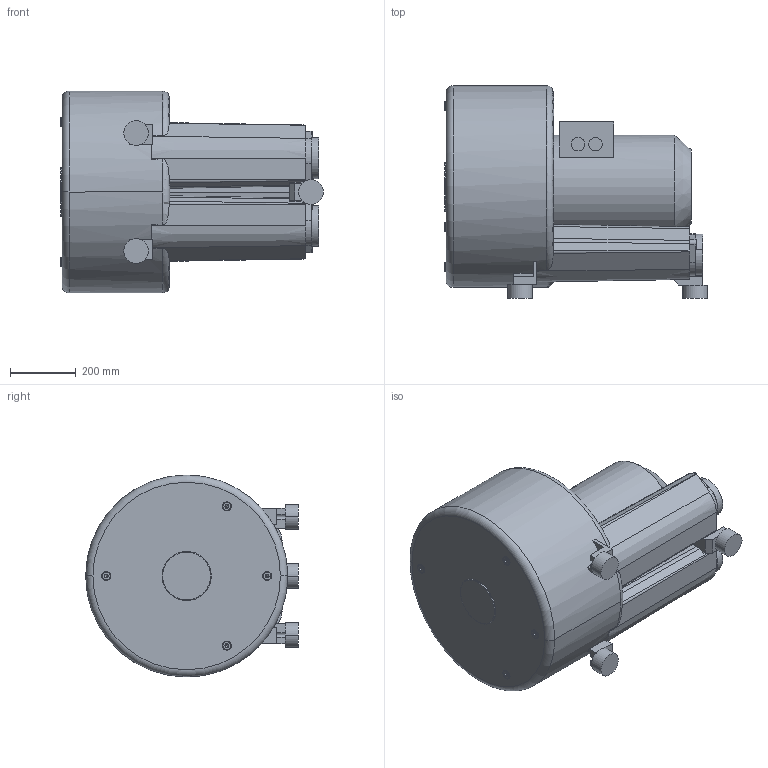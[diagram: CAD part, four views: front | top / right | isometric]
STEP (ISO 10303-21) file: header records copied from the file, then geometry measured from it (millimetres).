
FILE_DESCRIPTION((''),'2;1');
FILE_NAME('VSC1950_2PT152_7_BAUGR_ASM','2010-12-07T',('rnennstiel'),('vacuvane vacuum technology gmbh'),'PRO/ENGINEER BY PARAMETRIC TECHNOLOGY CORPORATION, 2010140','PRO/ENGINEER BY PARAMETRIC TECHNOLOGY CORPORATION, 2010140','');
FILE_SCHEMA(('AUTOMOTIVE_DESIGN_CC2 { 1 2 10303 214 -1 1 5 2 }'));
Length unit declared in the file: millimetre
Products named in the file (4): VSC1950_2PT152_7; GEWINDEFLANSCH_4_ZOLL; GUMMIPUFFER; VSC1950_2PT152_7_BAUGR_ASM
Assembly tree (6 placements, depth 2):
  VSC1950_2PT152_7_BAUGR_ASM
    VSC1950_2PT152_7
    GEWINDEFLANSCH_4_ZOLL  x2
    GUMMIPUFFER  x3
Bounding box: 800.5 x 647.5 x 615 mm (x, y, z)
Volume: 143543821.9 mm3; surface area: 2770125.3 mm2
Topology: 6 solids, 16 shells, 959 faces, 2601 edges, 1718 vertices
Faces by surface type: extrusion 414, plane 360, cylinder 137, cone 34, torus 14
Entity records: 32885 total; most frequent: CARTESIAN_POINT 10818, ORIENTED_EDGE 4934, DIRECTION 3350, EDGE_CURVE 2485, VERTEX_POINT 1652, VECTOR 1608, B_SPLINE_CURVE_WITH_KNOTS 1353, LINE 1194
